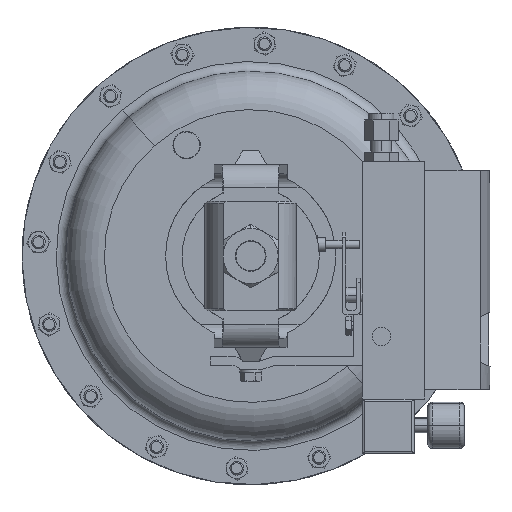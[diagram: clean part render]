
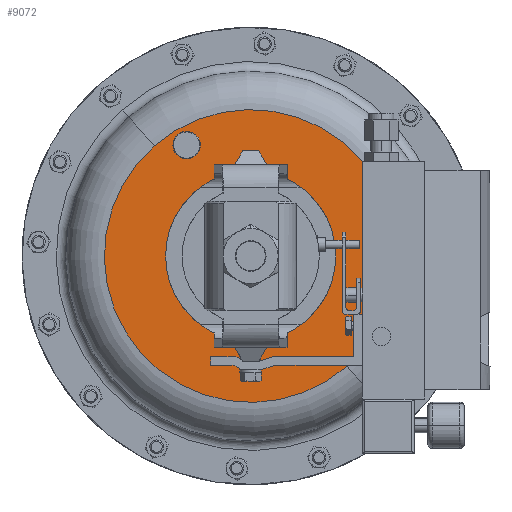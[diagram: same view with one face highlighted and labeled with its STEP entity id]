
A CAD part, front view. The second image highlights one B-rep face of the part: STEP entity #9072.
In plain terms, the highlighted planar face has unit normal (0, -1, 0).
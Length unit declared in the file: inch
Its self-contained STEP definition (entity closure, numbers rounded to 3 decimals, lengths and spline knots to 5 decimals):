
#669 = FACE_OUTER_BOUND ( 'NONE', #9543, .T. ) ;
#1001 = DIRECTION ( 'NONE',  ( 0.659, 0., -0.752 ) ) ;
#1169 = EDGE_CURVE ( 'NONE', #23077, #3476, #26302, .T. ) ;
#1544 = CARTESIAN_POINT ( 'NONE',  ( 3.00736, 7.604, 2.63738 ) ) ;
#2502 = CARTESIAN_POINT ( 'NONE',  ( 2.325, 7.604, 0. ) ) ;
#2625 = CARTESIAN_POINT ( 'NONE',  ( 0., 7.604, 0. ) ) ;
#3476 = VERTEX_POINT ( 'NONE', #33769 ) ;
#3589 = PLANE ( 'NONE',  #15856 ) ;
#5532 = VERTEX_POINT ( 'NONE', #10761 ) ;
#6994 = FACE_BOUND ( 'NONE', #34483, .T. ) ;
#7034 = CARTESIAN_POINT ( 'NONE',  ( 0., 7.604, 0. ) ) ;
#7318 = VERTEX_POINT ( 'NONE', #2502 ) ;
#7880 = FACE_BOUND ( 'NONE', #21553, .T. ) ;
#8341 = DIRECTION ( 'NONE',  ( 0., 1., 0. ) ) ;
#9072 = ADVANCED_FACE ( 'NONE', ( #6994, #669, #7880 ), #3589, .T. ) ;
#9543 = EDGE_LOOP ( 'NONE', ( #23369, #28171 ) ) ;
#10652 = AXIS2_PLACEMENT_3D ( 'NONE', #28585, #12579, #31323 ) ;
#10761 = CARTESIAN_POINT ( 'NONE',  ( -2.63738, 7.604, 3.00736 ) ) ;
#12579 = DIRECTION ( 'NONE',  ( 0., 1., 0. ) ) ;
#13231 = ORIENTED_EDGE ( 'NONE', *, *, #1169, .T. ) ;
#13317 = CARTESIAN_POINT ( 'NONE',  ( -2.325, 7.604, 0. ) ) ;
#13847 = CIRCLE ( 'NONE', #10652, 4. ) ;
#15123 = EDGE_CURVE ( 'NONE', #31523, #7318, #19281, .T. ) ;
#15736 = EDGE_CURVE ( 'NONE', #7318, #31523, #22575, .T. ) ;
#15779 = DIRECTION ( 'NONE',  ( 0., 1., 0. ) ) ;
#15805 = AXIS2_PLACEMENT_3D ( 'NONE', #22866, #19505, #23893 ) ;
#15828 = AXIS2_PLACEMENT_3D ( 'NONE', #24451, #8341, #27124 ) ;
#15856 = AXIS2_PLACEMENT_3D ( 'NONE', #1544, #22949, #1001 ) ;
#16381 = CIRCLE ( 'NONE', #15828, 4. ) ;
#19151 = EDGE_CURVE ( 'NONE', #3476, #23077, #34501, .T. ) ;
#19281 = CIRCLE ( 'NONE', #20921, 2.325 ) ;
#19383 = DIRECTION ( 'NONE',  ( 0., 0., -1. ) ) ;
#19505 = DIRECTION ( 'NONE',  ( 0., 1., 0. ) ) ;
#19855 = VERTEX_POINT ( 'NONE', #29915 ) ;
#20752 = ORIENTED_EDGE ( 'NONE', *, *, #15123, .F. ) ;
#20921 = AXIS2_PLACEMENT_3D ( 'NONE', #7034, #26092, #19383 ) ;
#21553 = EDGE_LOOP ( 'NONE', ( #34753, #13231 ) ) ;
#22575 = CIRCLE ( 'NONE', #28501, 2.325 ) ;
#22866 = CARTESIAN_POINT ( 'NONE',  ( -1.75, 7.604, 3.03109 ) ) ;
#22949 = DIRECTION ( 'NONE',  ( 0., -1., 0. ) ) ;
#23077 = VERTEX_POINT ( 'NONE', #32154 ) ;
#23369 = ORIENTED_EDGE ( 'NONE', *, *, #28548, .F. ) ;
#23893 = DIRECTION ( 'NONE',  ( -0.659, 0., 0.752 ) ) ;
#24451 = CARTESIAN_POINT ( 'NONE',  ( 0., 7.604, 0. ) ) ;
#26092 = DIRECTION ( 'NONE',  ( 0., -1., 0. ) ) ;
#26136 = ORIENTED_EDGE ( 'NONE', *, *, #15736, .F. ) ;
#26302 = CIRCLE ( 'NONE', #15805, 0.375 ) ;
#27124 = DIRECTION ( 'NONE',  ( -0.659, 0., 0.752 ) ) ;
#27296 = EDGE_CURVE ( 'NONE', #19855, #5532, #16381, .T. ) ;
#28003 = DIRECTION ( 'NONE',  ( -0.659, 0., 0.752 ) ) ;
#28171 = ORIENTED_EDGE ( 'NONE', *, *, #27296, .F. ) ;
#28501 = AXIS2_PLACEMENT_3D ( 'NONE', #2625, #32243, #29536 ) ;
#28548 = EDGE_CURVE ( 'NONE', #5532, #19855, #13847, .T. ) ;
#28585 = CARTESIAN_POINT ( 'NONE',  ( 0., 7.604, 0. ) ) ;
#29536 = DIRECTION ( 'NONE',  ( 0., 0., -1. ) ) ;
#29915 = CARTESIAN_POINT ( 'NONE',  ( 2.63738, 7.604, -3.00736 ) ) ;
#31323 = DIRECTION ( 'NONE',  ( -0.659, 0., 0.752 ) ) ;
#31523 = VERTEX_POINT ( 'NONE', #13317 ) ;
#32154 = CARTESIAN_POINT ( 'NONE',  ( -1.50275, 7.604, 2.74915 ) ) ;
#32243 = DIRECTION ( 'NONE',  ( 0., -1., 0. ) ) ;
#32965 = CARTESIAN_POINT ( 'NONE',  ( -1.75, 7.604, 3.03109 ) ) ;
#33109 = AXIS2_PLACEMENT_3D ( 'NONE', #32965, #15779, #28003 ) ;
#33769 = CARTESIAN_POINT ( 'NONE',  ( -1.99725, 7.604, 3.31303 ) ) ;
#34483 = EDGE_LOOP ( 'NONE', ( #20752, #26136 ) ) ;
#34501 = CIRCLE ( 'NONE', #33109, 0.375 ) ;
#34753 = ORIENTED_EDGE ( 'NONE', *, *, #19151, .T. ) ;
